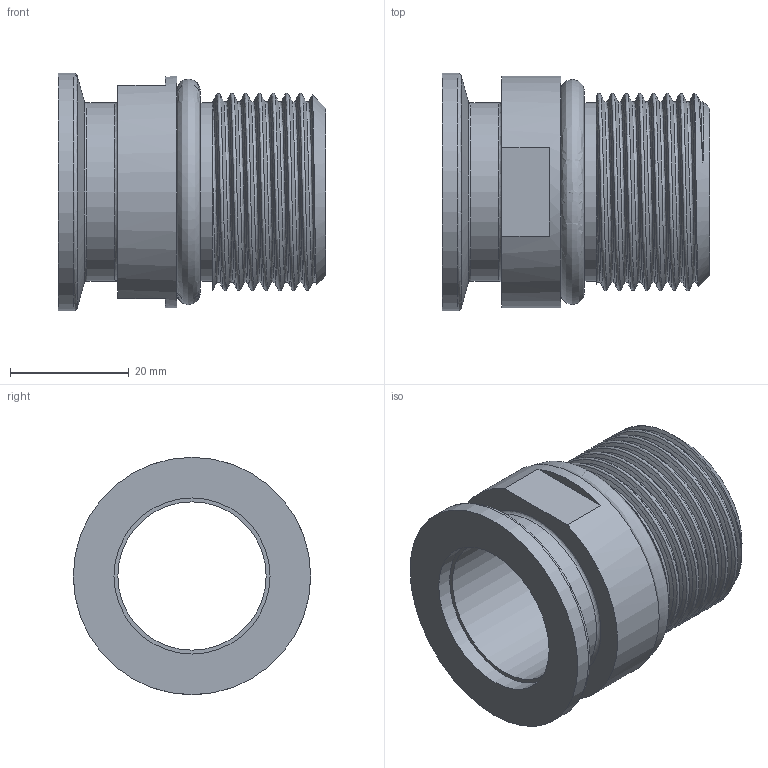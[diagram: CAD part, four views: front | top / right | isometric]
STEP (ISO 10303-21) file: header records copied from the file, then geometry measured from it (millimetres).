
FILE_DESCRIPTION (( 'STEP AP214' ), '1' );
FILE_NAME ('1KF25GM1FULLVAC1.STEP', '2025-01-09T11:13:46', ( '' ), ( '' ), 'SwSTEP 2.0', 'SolidWorks 2017', '' );
FILE_SCHEMA (( 'AUTOMOTIVE_DESIGN' ));
Length unit declared in the file: millimetre
Products named in the file (1): 1KF25GM1FULLVAC1
Bounding box: 45 x 40 x 40 mm (x, y, z)
Volume: 18949.1 mm3; surface area: 13222.8 mm2
Topology: 2 solids, 2 shells, 32 faces, 70 edges, 46 vertices
Faces by surface type: plane 13, bspline 10, cylinder 7, cone 2
Full cylindrical faces by diameter (mm): 25 x1, 26.3 x1, 30 x2, 39 x1, 40 x1
Entity records: 5695 total; most frequent: CARTESIAN_POINT 5085, ORIENTED_EDGE 104, DIRECTION 102, EDGE_LOOP 53, EDGE_CURVE 52, AXIS2_PLACEMENT_3D 47, FACE_OUTER_BOUND 43, VERTEX_POINT 41
